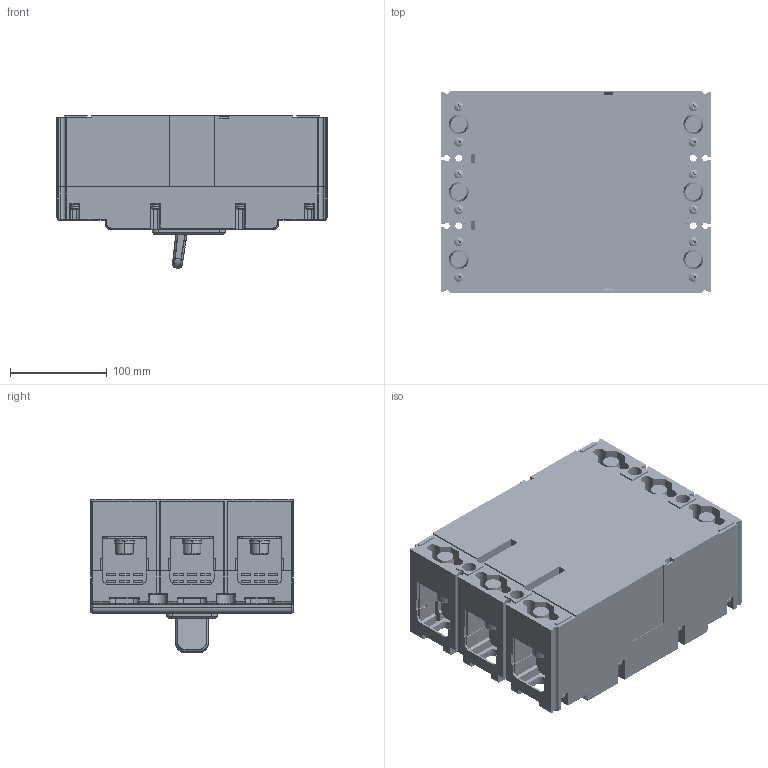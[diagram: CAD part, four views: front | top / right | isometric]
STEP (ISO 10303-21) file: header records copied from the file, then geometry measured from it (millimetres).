
FILE_DESCRIPTION((''),'2;1');
FILE_NAME('DZ20-800_ASM','2023-11-07T',('xianrao.mao'),(''),'PRO/ENGINEER BY PARAMETRIC TECHNOLOGY CORPORATION, 2015440','PRO/ENGINEER BY PARAMETRIC TECHNOLOGY CORPORATION, 2015440','');
FILE_SCHEMA(('CONFIG_CONTROL_DESIGN'));
Products named in the file (35): JIZUO_5024040100_3_1; GB_T809-M5X16_2_1; 5024040100_ASM_3_ASM_1_ASM; 8315114600_23_1; 8253076400_1_1; 8282201200_AF0_1_1; 5315066300_ASM_3_ASM_1_ASM; 8940200100_1_1; 8750038200_1_1; 7030100026_GB_T9074_4-M5X16_R_1; 7030100013_GB_T9074_4_M4X18_R_1; 7030100027_GB_T9074_4-M5X50_R_1; 8551039600_1_1; 5551090800_ASM_1_ASM_1_ASM; 5551088900_ASM_1_ASM_1_ASM; 7030100029_GB_T9074_4-M5X12_R_1; 8742116700_1_1; 8585075200_1_1; 5551101900_ASM_1_ASM_1_ASM; 5551102000_ASM_1_ASM_1_ASM; 8742116100_1_1; 8742116200_1_1; 8253076300_1_1; 5253028700_ASM_1_ASM_1_ASM; GB_T823-M5X35_1_1; 7090300501K_GB_T93_5_1_1; GB_T97_4_5_1_1; 5850007400_ASM_1_ASM_1_ASM; GB_T70_1-M12X35_1_1; GB_T9074_26-12_1_1; GB_T97_4_12_1_1; 5850010000_ASM_1_ASM_1_ASM; 2253056000_ASM_8_ASM_1_ASM; DZ20-800_ASM_1_ASM; DZ20-800_ASM
Assembly tree (91 placements, depth 6):
  DZ20-800_ASM
    DZ20-800_ASM_1_ASM
      2253056000_ASM_8_ASM_1_ASM
        5024040100_ASM_3_ASM_1_ASM
          JIZUO_5024040100_3_1
          GB_T809-M5X16_2_1  x10
        5315066300_ASM_3_ASM_1_ASM
          8315114600_23_1
          8253076400_1_1
          8282201200_AF0_1_1
        8940200100_1_1  x6
        8750038200_1_1
        7030100026_GB_T9074_4-M5X16_R_1  x6
        7030100013_GB_T9074_4_M4X18_R_1  x6
        7030100027_GB_T9074_4-M5X50_R_1  x4
        5551088900_ASM_1_ASM_1_ASM  x3
          5551090800_ASM_1_ASM_1_ASM
            8551039600_1_1
        7030100029_GB_T9074_4-M5X12_R_1  x9
        8742116700_1_1
        5551102000_ASM_1_ASM_1_ASM  x3
          5551101900_ASM_1_ASM_1_ASM
            8585075200_1_1
        8742116100_1_1  x3
        8742116200_1_1  x3
        5253028700_ASM_1_ASM_1_ASM
          8253076300_1_1
        5850007400_ASM_1_ASM_1_ASM  x10
          GB_T823-M5X35_1_1
          7090300501K_GB_T93_5_1_1
          GB_T97_4_5_1_1
        5850010000_ASM_1_ASM_1_ASM  x6
          GB_T70_1-M12X35_1_1
          GB_T9074_26-12_1_1
          GB_T97_4_12_1_1
Bounding box: 280 x 210 x 158.69 mm (x, y, z)
Volume: 5851620.7 mm3; surface area: 777972.3 mm2
Topology: 108 solids, 182 shells, 5636 faces, 14892 edges, 9667 vertices
Faces by surface type: plane 3683, cylinder 1242, cone 230, extrusion 202, torus 156, sphere 86, bspline 37
Entity records: 130914 total; most frequent: CARTESIAN_POINT 31814, ORIENTED_EDGE 20950, DIRECTION 19573, EDGE_CURVE 10503, VECTOR 7967, LINE 7765, VERTEX_POINT 6871, AXIS2_PLACEMENT_3D 5803
